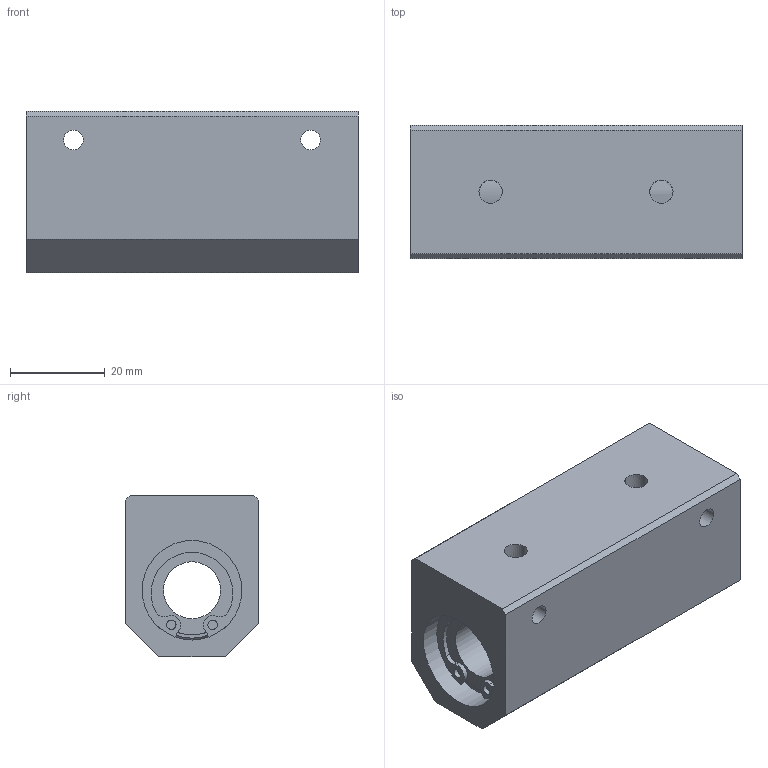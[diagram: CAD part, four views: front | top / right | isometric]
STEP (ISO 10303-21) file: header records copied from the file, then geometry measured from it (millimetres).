
FILE_DESCRIPTION((''),'2;1');
FILE_NAME('CHW12.stp','2011-10-24T13:28:03',('y'),(''),'Autodesk Inventor 11','Autodesk Inventor 11','');
FILE_SCHEMA(('AUTOMOTIVE_DESIGN { 1 0 10303 214 1 1 1 1 }'));
Length unit declared in the file: millimetre
Products named in the file (1): CHW12
Bounding box: 70 x 28 x 34 mm (x, y, z)
Volume: 51258.2 mm3; surface area: 15690.1 mm2
Topology: 1 solids, 6 shells, 82 faces, 196 edges, 125 vertices
Faces by surface type: bspline 36, plane 24, cylinder 20, torus 2
Full cylindrical faces by diameter (mm): 2 x2, 12 x1, 18.8 x2, 20 x2, 21 x7
Entity records: 2627 total; most frequent: CARTESIAN_POINT 919, DIRECTION 336, ORIENTED_EDGE 302, EDGE_CURVE 151, AXIS2_PLACEMENT_3D 140, EDGE_LOOP 140, VERTEX_POINT 111, CIRCLE 93
